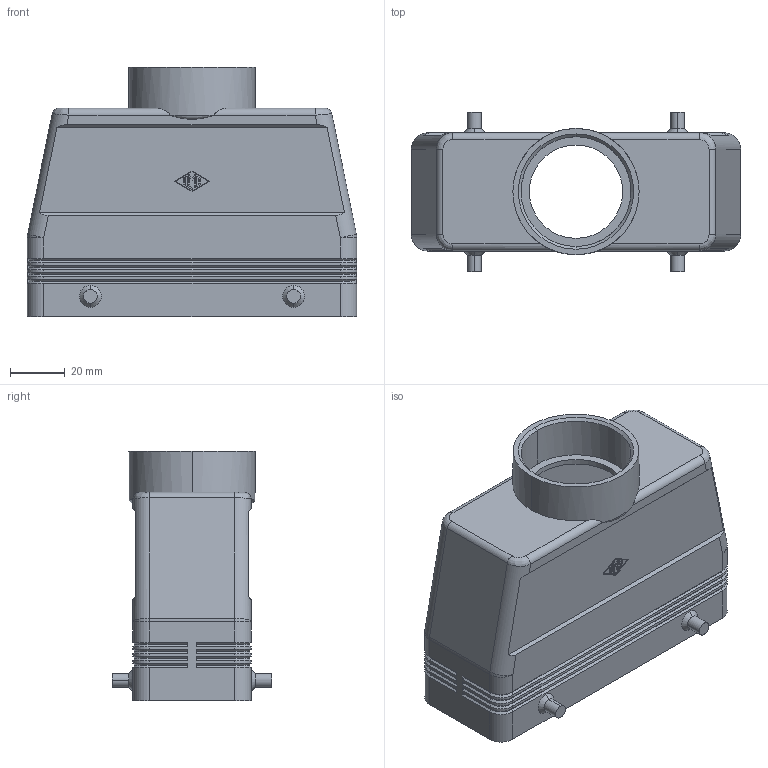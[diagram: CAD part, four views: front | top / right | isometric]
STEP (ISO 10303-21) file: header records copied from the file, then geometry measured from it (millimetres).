
FILE_DESCRIPTION(('Creo Elements/Direct Modeling STEP Export'),'2;1');
FILE_NAME('0ln7uvk49bkqsko4516','2017-02-23T 9:43:37',(''),(''),'PTC Creo Elements/Direct Modeling STEP processor for AP214 (Solid Model)','PTC Creo Elements/Direct Modeling 19.0E 27-Jun-2016 (C) Parametric Technology GmbH','');
FILE_SCHEMA(('AUTOMOTIVE_DESIGN { 1 0 10303 214 1 1 1 1 }'));
Length unit declared in the file: millimetre
Products named in the file (1): MAVE_24.40
Bounding box: 120 x 58 x 91 mm (x, y, z)
Volume: 88099.1 mm3; surface area: 57118.7 mm2
Topology: 1 solids, 1 shells, 339 faces, 804 edges, 475 vertices
Faces by surface type: plane 179, cylinder 100, cone 50, sphere 4, bspline 4, torus 2
Entity records: 12648 total; most frequent: CARTESIAN_POINT 2258, DIRECTION 1591, ORIENTED_EDGE 1584, EDGE_CURVE 792, VECTOR 551, LINE 551, AXIS2_PLACEMENT_3D 520, VERTEX_POINT 475
